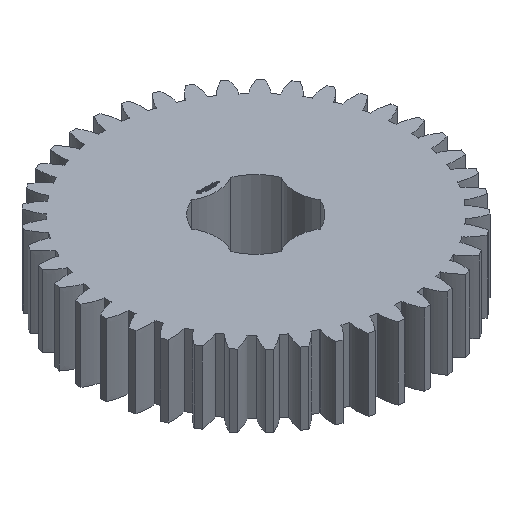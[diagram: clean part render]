
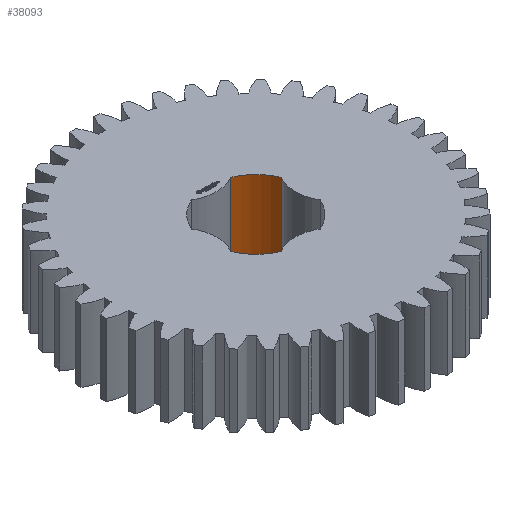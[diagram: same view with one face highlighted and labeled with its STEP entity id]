
A CAD part, isometric view. The second image highlights one B-rep face of the part: STEP entity #38093.
In plain terms, the highlighted cylindrical face has radius 6.35 mm (diameter 12.7 mm), a partial arc.
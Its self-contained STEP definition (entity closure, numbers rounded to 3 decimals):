
#93 = PLANE('',#94);
#94 = AXIS2_PLACEMENT_3D('',#95,#96,#97);
#95 = CARTESIAN_POINT('',(0.,0.,9.375)
  );
#96 = DIRECTION('',(0.,0.,1.));
#97 = DIRECTION('',(1.,0.,0.));
#168 = PLANE('',#169);
#169 = AXIS2_PLACEMENT_3D('',#170,#171,#172);
#170 = CARTESIAN_POINT('',(0.,0.,0.));
#171 = DIRECTION('',(0.,0.,1.));
#172 = DIRECTION('',(1.,0.,0.));
#11876 = VERTEX_POINT('',#11877);
#11877 = CARTESIAN_POINT('',(2.55,5.816,0.));
#11892 = CYLINDRICAL_SURFACE('',#11893,4.9);
#11893 = AXIS2_PLACEMENT_3D('',#11894,#11895,#11896);
#11894 = CARTESIAN_POINT('',(0.,10.,0.));
#11895 = DIRECTION('',(0.,-0.,-1.));
#11896 = DIRECTION('',(0.707,0.707,0.));
#11904 = EDGE_CURVE('',#11905,#11876,#11907,.T.);
#11905 = VERTEX_POINT('',#11906);
#11906 = CARTESIAN_POINT('',(5.816,2.55,0.));
#11907 = SURFACE_CURVE('',#11908,(#11913,#11920),.PCURVE_S1.);
#11908 = CIRCLE('',#11909,6.35);
#11909 = AXIS2_PLACEMENT_3D('',#11910,#11911,#11912);
#11910 = CARTESIAN_POINT('',(0.,0.,0.));
#11911 = DIRECTION('',(0.,-0.,1.));
#11912 = DIRECTION('',(0.707,0.707,0.));
#11913 = PCURVE('',#168,#11914);
#11914 = DEFINITIONAL_REPRESENTATION('',(#11915),#11919);
#11915 = CIRCLE('',#11916,6.35);
#11916 = AXIS2_PLACEMENT_2D('',#11917,#11918);
#11917 = CARTESIAN_POINT('',(0.,0.));
#11918 = DIRECTION('',(0.707,0.707));
#11919 = ( GEOMETRIC_REPRESENTATION_CONTEXT(2) 
PARAMETRIC_REPRESENTATION_CONTEXT() REPRESENTATION_CONTEXT('2D SPACE',''
  ) );
#11920 = PCURVE('',#11921,#11926);
#11921 = CYLINDRICAL_SURFACE('',#11922,6.35);
#11922 = AXIS2_PLACEMENT_3D('',#11923,#11924,#11925);
#11923 = CARTESIAN_POINT('',(0.,0.,0.));
#11924 = DIRECTION('',(0.,-0.,-1.));
#11925 = DIRECTION('',(0.707,0.707,0.));
#11926 = DEFINITIONAL_REPRESENTATION('',(#11927),#11931);
#11927 = LINE('',#11928,#11929);
#11928 = CARTESIAN_POINT('',(-0.,0.));
#11929 = VECTOR('',#11930,1.);
#11930 = DIRECTION('',(-1.,0.));
#11931 = ( GEOMETRIC_REPRESENTATION_CONTEXT(2) 
PARAMETRIC_REPRESENTATION_CONTEXT() REPRESENTATION_CONTEXT('2D SPACE',''
  ) );
#11950 = CYLINDRICAL_SURFACE('',#11951,4.9);
#11951 = AXIS2_PLACEMENT_3D('',#11952,#11953,#11954);
#11952 = CARTESIAN_POINT('',(10.,0.,0.));
#11953 = DIRECTION('',(0.,-0.,-1.));
#11954 = DIRECTION('',(0.707,0.707,0.));
#20418 = VERTEX_POINT('',#20419);
#20419 = CARTESIAN_POINT('',(2.55,5.816,9.375));
#20441 = EDGE_CURVE('',#20442,#20418,#20444,.T.);
#20442 = VERTEX_POINT('',#20443);
#20443 = CARTESIAN_POINT('',(5.816,2.55,9.375));
#20444 = SURFACE_CURVE('',#20445,(#20450,#20457),.PCURVE_S1.);
#20445 = CIRCLE('',#20446,6.35);
#20446 = AXIS2_PLACEMENT_3D('',#20447,#20448,#20449);
#20447 = CARTESIAN_POINT('',(0.,0.,9.375
    ));
#20448 = DIRECTION('',(0.,-0.,1.));
#20449 = DIRECTION('',(0.707,0.707,0.));
#20450 = PCURVE('',#93,#20451);
#20451 = DEFINITIONAL_REPRESENTATION('',(#20452),#20456);
#20452 = CIRCLE('',#20453,6.35);
#20453 = AXIS2_PLACEMENT_2D('',#20454,#20455);
#20454 = CARTESIAN_POINT('',(0.,0.));
#20455 = DIRECTION('',(0.707,0.707));
#20456 = ( GEOMETRIC_REPRESENTATION_CONTEXT(2) 
PARAMETRIC_REPRESENTATION_CONTEXT() REPRESENTATION_CONTEXT('2D SPACE',''
  ) );
#20457 = PCURVE('',#11921,#20458);
#20458 = DEFINITIONAL_REPRESENTATION('',(#20459),#20463);
#20459 = LINE('',#20460,#20461);
#20460 = CARTESIAN_POINT('',(-0.,-9.375));
#20461 = VECTOR('',#20462,1.);
#20462 = DIRECTION('',(-1.,0.));
#20463 = ( GEOMETRIC_REPRESENTATION_CONTEXT(2) 
PARAMETRIC_REPRESENTATION_CONTEXT() REPRESENTATION_CONTEXT('2D SPACE',''
  ) );
#38070 = EDGE_CURVE('',#11905,#20442,#38071,.T.);
#38071 = SURFACE_CURVE('',#38072,(#38076,#38083),.PCURVE_S1.);
#38072 = LINE('',#38073,#38074);
#38073 = CARTESIAN_POINT('',(5.816,2.55,0.));
#38074 = VECTOR('',#38075,1.);
#38075 = DIRECTION('',(0.,0.,1.));
#38076 = PCURVE('',#11950,#38077);
#38077 = DEFINITIONAL_REPRESENTATION('',(#38078),#38082);
#38078 = LINE('',#38079,#38080);
#38079 = CARTESIAN_POINT('',(-1.809,0.));
#38080 = VECTOR('',#38081,1.);
#38081 = DIRECTION('',(-0.,-1.));
#38082 = ( GEOMETRIC_REPRESENTATION_CONTEXT(2) 
PARAMETRIC_REPRESENTATION_CONTEXT() REPRESENTATION_CONTEXT('2D SPACE',''
  ) );
#38083 = PCURVE('',#11921,#38084);
#38084 = DEFINITIONAL_REPRESENTATION('',(#38085),#38089);
#38085 = LINE('',#38086,#38087);
#38086 = CARTESIAN_POINT('',(-5.911,0.));
#38087 = VECTOR('',#38088,1.);
#38088 = DIRECTION('',(-0.,-1.));
#38089 = ( GEOMETRIC_REPRESENTATION_CONTEXT(2) 
PARAMETRIC_REPRESENTATION_CONTEXT() REPRESENTATION_CONTEXT('2D SPACE',''
  ) );
#38093 = ADVANCED_FACE('',(#38094),#11921,.F.);
#38094 = FACE_BOUND('',#38095,.T.);
#38095 = EDGE_LOOP('',(#38096,#38097,#38098,#38119));
#38096 = ORIENTED_EDGE('',*,*,#38070,.T.);
#38097 = ORIENTED_EDGE('',*,*,#20441,.T.);
#38098 = ORIENTED_EDGE('',*,*,#38099,.F.);
#38099 = EDGE_CURVE('',#11876,#20418,#38100,.T.);
#38100 = SURFACE_CURVE('',#38101,(#38105,#38112),.PCURVE_S1.);
#38101 = LINE('',#38102,#38103);
#38102 = CARTESIAN_POINT('',(2.55,5.816,0.));
#38103 = VECTOR('',#38104,1.);
#38104 = DIRECTION('',(0.,0.,1.));
#38105 = PCURVE('',#11921,#38106);
#38106 = DEFINITIONAL_REPRESENTATION('',(#38107),#38111);
#38107 = LINE('',#38108,#38109);
#38108 = CARTESIAN_POINT('',(-6.655,0.));
#38109 = VECTOR('',#38110,1.);
#38110 = DIRECTION('',(-0.,-1.));
#38111 = ( GEOMETRIC_REPRESENTATION_CONTEXT(2) 
PARAMETRIC_REPRESENTATION_CONTEXT() REPRESENTATION_CONTEXT('2D SPACE',''
  ) );
#38112 = PCURVE('',#11892,#38113);
#38113 = DEFINITIONAL_REPRESENTATION('',(#38114),#38118);
#38114 = LINE('',#38115,#38116);
#38115 = CARTESIAN_POINT('',(-4.474,0.));
#38116 = VECTOR('',#38117,1.);
#38117 = DIRECTION('',(-0.,-1.));
#38118 = ( GEOMETRIC_REPRESENTATION_CONTEXT(2) 
PARAMETRIC_REPRESENTATION_CONTEXT() REPRESENTATION_CONTEXT('2D SPACE',''
  ) );
#38119 = ORIENTED_EDGE('',*,*,#11904,.F.);
